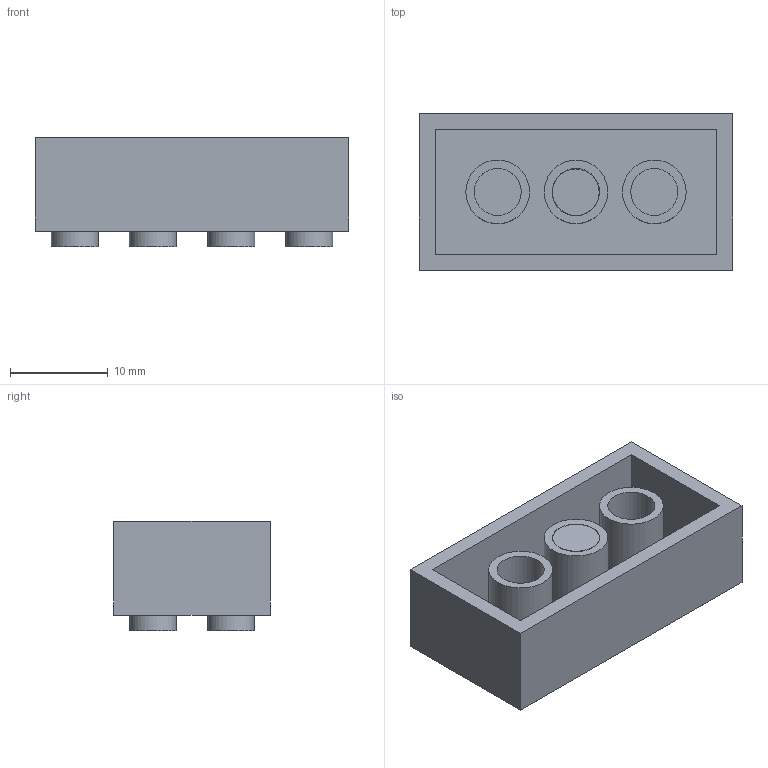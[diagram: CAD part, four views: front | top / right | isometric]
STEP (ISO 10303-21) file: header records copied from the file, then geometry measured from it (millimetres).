
FILE_DESCRIPTION(('FreeCAD Model'),'2;1');
FILE_NAME('Open CASCADE Shape Model','2021-10-08T16:19:30',('Author'),( ''),'Open CASCADE STEP processor 7.4','FreeCAD','Unknown');
FILE_SCHEMA(('AUTOMOTIVE_DESIGN { 1 0 10303 214 1 1 1 1 }'));
Length unit declared in the file: millimetre
Products named in the file (6): lego_brick; LinkGroup; Extrude_top_studs; Remove_bottom; Make_bstuds_hollow; make_hollow_cylinder
Assembly tree (5 placements, depth 3):
  lego_brick
    LinkGroup
      Extrude_top_studs
      Remove_bottom
      Make_bstuds_hollow
      make_hollow_cylinder
Bounding box: 32 x 16 x 11.2 mm (x, y, z)
Volume: 2598.9 mm3; surface area: 4104.1 mm2
Topology: 13 solids, 13 shells, 50 faces, 69 edges, 46 vertices
Faces by surface type: plane 35, cylinder 15
Full cylindrical faces by diameter (mm): 4.794 x1, 4.8 x11, 6.512 x3
Entity records: 2220 total; most frequent: CARTESIAN_POINT 405, DIRECTION 333, LINE 147, VECTOR 147, ORIENTED_EDGE 138, PCURVE 138, DEFINITIONAL_REPRESENTATION 138, AXIS2_PLACEMENT_3D 86
